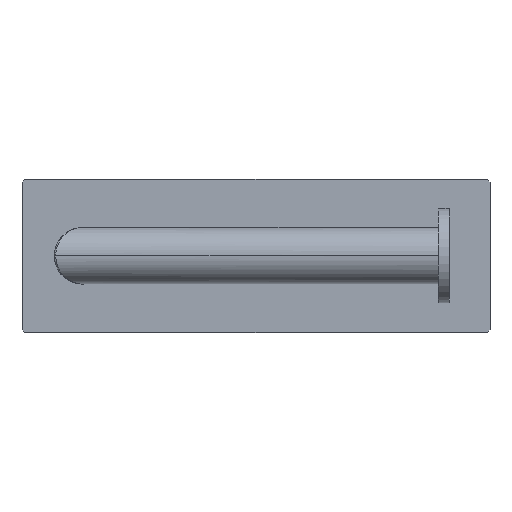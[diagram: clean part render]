
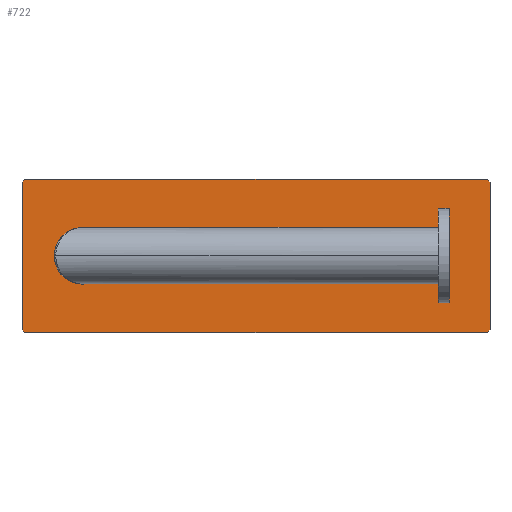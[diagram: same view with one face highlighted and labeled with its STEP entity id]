
A CAD part, top view. The second image highlights one B-rep face of the part: STEP entity #722.
In plain terms, the highlighted planar face has unit normal (0, 0, 1).
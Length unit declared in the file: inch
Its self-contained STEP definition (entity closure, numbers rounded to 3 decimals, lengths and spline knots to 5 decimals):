
#207=DIRECTION('',(-0.707,-0.707,0.));
#208=VECTOR('',#207,0.05515);
#209=CARTESIAN_POINT('',(-3.326,1.1,0.12));
#210=LINE('',#209,#208);
#214=DIRECTION('',(-1.,0.,0.));
#215=VECTOR('',#214,6.652);
#216=CARTESIAN_POINT('',(3.326,1.1,0.12));
#217=LINE('',#216,#215);
#221=DIRECTION('',(-0.707,0.707,0.));
#222=VECTOR('',#221,0.05515);
#223=CARTESIAN_POINT('',(3.365,1.061,0.12));
#224=LINE('',#223,#222);
#228=DIRECTION('',(0.,1.,0.));
#229=VECTOR('',#228,2.122);
#230=CARTESIAN_POINT('',(3.365,-1.061,0.12));
#231=LINE('',#230,#229);
#235=DIRECTION('',(0.707,0.707,0.));
#236=VECTOR('',#235,0.05515);
#237=CARTESIAN_POINT('',(3.326,-1.1,0.12));
#238=LINE('',#237,#236);
#242=DIRECTION('',(1.,0.,0.));
#243=VECTOR('',#242,6.652);
#244=CARTESIAN_POINT('',(-3.326,-1.1,0.12));
#245=LINE('',#244,#243);
#249=DIRECTION('',(0.707,-0.707,0.));
#250=VECTOR('',#249,0.05515);
#251=CARTESIAN_POINT('',(-3.365,-1.061,0.12));
#252=LINE('',#251,#250);
#256=DIRECTION('',(0.,-1.,0.));
#257=VECTOR('',#256,2.122);
#258=CARTESIAN_POINT('',(-3.365,1.061,0.12));
#259=LINE('',#258,#257);
#263=CARTESIAN_POINT('',(-2.495,0.,0.12));
#264=DIRECTION('',(0.,0.,1.));
#265=DIRECTION('',(-1.,0.,0.));
#266=AXIS2_PLACEMENT_3D('',#263,#264,#265);
#271=CARTESIAN_POINT('',(-2.495,0.,0.12));
#272=DIRECTION('',(0.,0.,1.));
#273=DIRECTION('',(1.,0.,0.));
#274=AXIS2_PLACEMENT_3D('',#271,#272,#273);
#626=CARTESIAN_POINT('',(-3.326,1.1,0.12));
#627=VERTEX_POINT('',#626);
#628=CARTESIAN_POINT('',(-3.365,1.061,0.12));
#629=VERTEX_POINT('',#628);
#634=CARTESIAN_POINT('',(3.365,1.061,0.12));
#635=VERTEX_POINT('',#634);
#636=CARTESIAN_POINT('',(3.326,1.1,0.12));
#637=VERTEX_POINT('',#636);
#642=CARTESIAN_POINT('',(3.326,-1.1,0.12));
#643=VERTEX_POINT('',#642);
#644=CARTESIAN_POINT('',(3.365,-1.061,0.12));
#645=VERTEX_POINT('',#644);
#650=CARTESIAN_POINT('',(-3.365,-1.061,0.12));
#651=VERTEX_POINT('',#650);
#652=CARTESIAN_POINT('',(-3.326,-1.1,0.12));
#653=VERTEX_POINT('',#652);
#660=CARTESIAN_POINT('',(-2.9,0.,0.12));
#661=CARTESIAN_POINT('',(-2.09,0.,0.12));
#662=VERTEX_POINT('',#660);
#663=VERTEX_POINT('',#661);
#694=CARTESIAN_POINT('',(0.,0.,0.12));
#695=DIRECTION('',(0.,0.,1.));
#696=DIRECTION('',(1.,0.,0.));
#697=AXIS2_PLACEMENT_3D('',#694,#695,#696);
#698=PLANE('',#697);
#700=ORIENTED_EDGE('',*,*,#699,.F.);
#702=ORIENTED_EDGE('',*,*,#701,.F.);
#704=ORIENTED_EDGE('',*,*,#703,.F.);
#706=ORIENTED_EDGE('',*,*,#705,.F.);
#708=ORIENTED_EDGE('',*,*,#707,.F.);
#710=ORIENTED_EDGE('',*,*,#709,.F.);
#712=ORIENTED_EDGE('',*,*,#711,.F.);
#714=ORIENTED_EDGE('',*,*,#713,.F.);
#715=EDGE_LOOP('',(#700,#702,#704,#706,#708,#710,#712,#714));
#716=FACE_OUTER_BOUND('',#715,.F.);
#718=ORIENTED_EDGE('',*,*,#717,.T.);
#719=ORIENTED_EDGE('',*,*,#681,.T.);
#720=EDGE_LOOP('',(#718,#719));
#721=FACE_BOUND('',#720,.F.);
#267=CIRCLE('',#266,0.405);
#275=CIRCLE('',#274,0.405);
#681=EDGE_CURVE('',#663,#662,#275,.T.);
#699=EDGE_CURVE('',#627,#629,#210,.T.);
#701=EDGE_CURVE('',#637,#627,#217,.T.);
#703=EDGE_CURVE('',#635,#637,#224,.T.);
#705=EDGE_CURVE('',#645,#635,#231,.T.);
#707=EDGE_CURVE('',#643,#645,#238,.T.);
#709=EDGE_CURVE('',#653,#643,#245,.T.);
#711=EDGE_CURVE('',#651,#653,#252,.T.);
#713=EDGE_CURVE('',#629,#651,#259,.T.);
#717=EDGE_CURVE('',#662,#663,#267,.T.);
#722=ADVANCED_FACE('',(#716,#721),#698,.T.);
